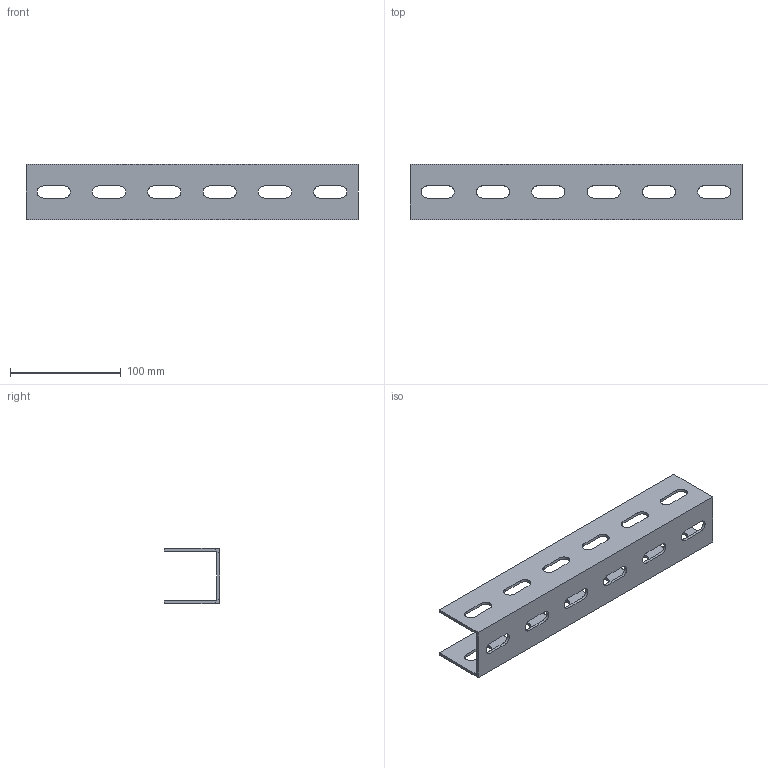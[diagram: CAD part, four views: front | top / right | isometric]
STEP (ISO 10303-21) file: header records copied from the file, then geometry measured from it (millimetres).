
FILE_DESCRIPTION (( 'STEP AP214' ), '1' );
FILE_NAME ('6341073.stp', '2024-05-03T13:13:25', ( '' ), ( '' ), 'SwSTEP 2.0', 'SolidWorks 2022', '' );
FILE_SCHEMA (( 'AUTOMOTIVE_DESIGN' ));
Length unit declared in the file: millimetre
Products named in the file (1): 6341073
Bounding box: 300 x 50 x 50 mm (x, y, z)
Volume: 95068.5 mm3; surface area: 81544.9 mm2
Topology: 1 solids, 1 shells, 90 faces, 264 edges, 176 vertices
Faces by surface type: plane 54, cylinder 36
Entity records: 3106 total; most frequent: CARTESIAN_POINT 531, ORIENTED_EDGE 528, DIRECTION 518, EDGE_CURVE 264, LINE 192, VECTOR 192, VERTEX_POINT 176, AXIS2_PLACEMENT_3D 163
